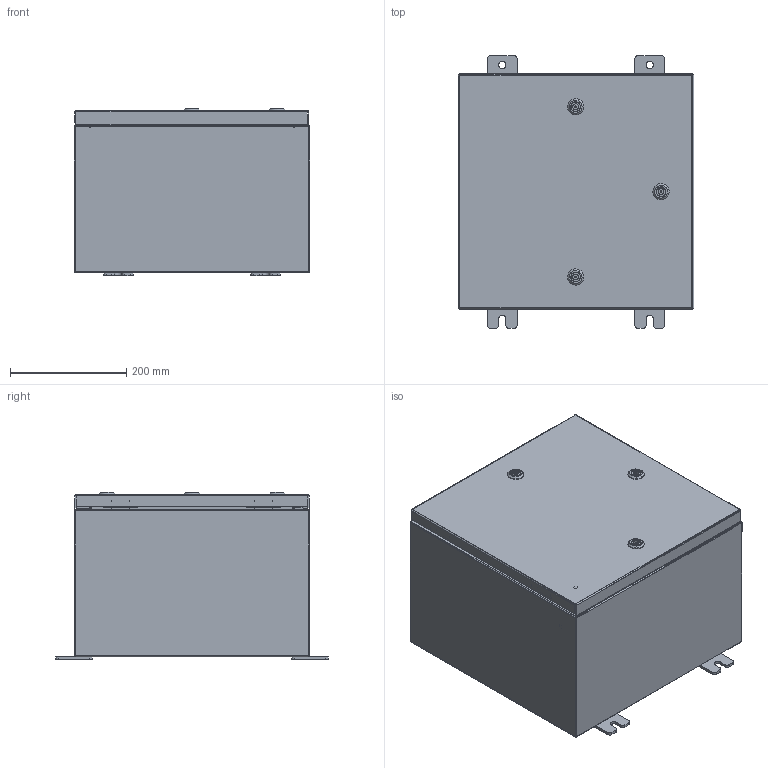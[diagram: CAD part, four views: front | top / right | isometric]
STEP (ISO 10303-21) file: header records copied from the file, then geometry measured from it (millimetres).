
FILE_DESCRIPTION (( 'STEP AP203' ), '1' );
FILE_NAME ('CHDSS6161610WP.STEP', '2014-02-24T16:58:54', ( 'changeme' ), ( 'Microsoft' ), 'SwSTEP 2.0', 'SolidWorks 2013', '' );
FILE_SCHEMA (( 'CONFIG_CONTROL_DESIGN' ));
Length unit declared in the file: inch
Products named in the file (18): Quarter-20 CD Stud; Washer-221320-IB-Industrilas_Washer-221320-IB-Industrilas; CHDSS6161610WP Cover; Screw-221320-IB-Industrilas_Screw-221320-IB-Industrilas; CHDSS6161610WP Body; Insert-221320-IB-Industrilas_Insert-221320-IB-Industrilas; CHDSS6161610WP Bottom; HW-CLH-E5-8004_Cam-232112-U-Industrilas; CHDSS6161610WP Top; HW-CLH-R001-0500_2412-026240-2445-Industrilas; Concealed Hinge (Cover Side); CHDSS6161610WP Backpanel; CHDSS6161610WP; Concealed Hinge enclosure side; CHDSS6161610WP Mounting Studs; Housing-211301-IB-Industrilas_Housing-211301-IB-Industrilas; CHDSS6161610WP Mounting Feet; Nut-211301-IB-Industrilas_Nut-211301-IB-Industrilas
Assembly tree (28 placements, depth 3):
  CHDSS6161610WP
    CHDSS6161610WP Backpanel
    CHDSS6161610WP Mounting Studs  x4
    CHDSS6161610WP Mounting Feet  x4
    Quarter-20 CD Stud  x2
    CHDSS6161610WP Cover
    CHDSS6161610WP Body
    CHDSS6161610WP Bottom
    CHDSS6161610WP Top
    Concealed Hinge (Cover Side)  x2
    Concealed Hinge enclosure side  x2
    HW-CLH-R001-0500_2412-026240-2445-Industrilas  x3
      Housing-211301-IB-Industrilas_Housing-211301-IB-Industrilas
      Nut-211301-IB-Industrilas_Nut-211301-IB-Industrilas
      Washer-221320-IB-Industrilas_Washer-221320-IB-Industrilas
      Screw-221320-IB-Industrilas_Screw-221320-IB-Industrilas
      Insert-221320-IB-Industrilas_Insert-221320-IB-Industrilas
      HW-CLH-E5-8004_Cam-232112-U-Industrilas
Bounding box: 406.4 x 469.9 x 288.44 mm (x, y, z)
Volume: 1992326.9 mm3; surface area: 1993457.8 mm2
Topology: 37 solids, 37 shells, 2966 faces, 7419 edges, 4541 vertices
Faces by surface type: plane 938, cylinder 930, bspline 635, cone 366, torus 76, sphere 21
Entity records: 62164 total; most frequent: CARTESIAN_POINT 34811, ORIENTED_EDGE 5718, DIRECTION 4661, EDGE_CURVE 2859, VERTEX_POINT 1739, AXIS2_PLACEMENT_3D 1737, EDGE_LOOP 1196, VECTOR 1187
